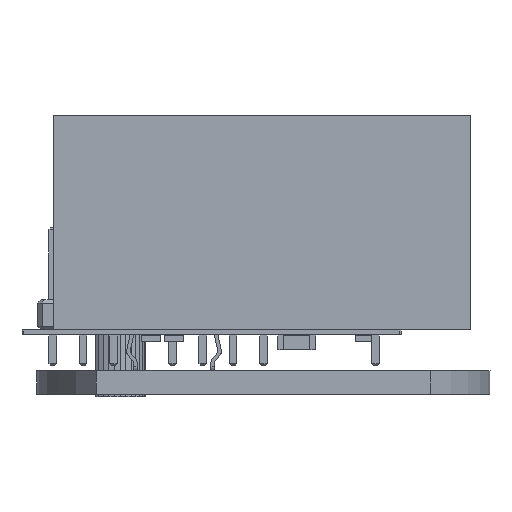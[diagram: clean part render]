
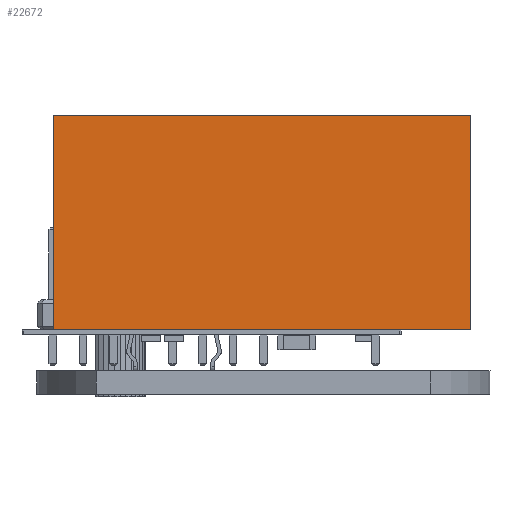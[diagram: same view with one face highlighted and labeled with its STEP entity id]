
A CAD part, left-side view. The second image highlights one B-rep face of the part: STEP entity #22672.
In plain terms, the highlighted planar face has unit normal (-1, 0, 0).
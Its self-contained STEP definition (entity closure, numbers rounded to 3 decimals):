
#22543 = EDGE_CURVE('',#22544,#22546,#22548,.T.);
#22544 = VERTEX_POINT('',#22545);
#22545 = CARTESIAN_POINT('',(-12.998,17.513,0.));
#22546 = VERTEX_POINT('',#22547);
#22547 = CARTESIAN_POINT('',(-12.998,17.513,18.));
#22548 = LINE('',#22549,#22550);
#22549 = CARTESIAN_POINT('',(-12.998,17.513,0.));
#22550 = VECTOR('',#22551,1.);
#22551 = DIRECTION('',(0.,0.,1.));
#22647 = VERTEX_POINT('',#22648);
#22648 = CARTESIAN_POINT('',(-12.998,-17.513,18.));
#22654 = EDGE_CURVE('',#22655,#22647,#22657,.T.);
#22655 = VERTEX_POINT('',#22656);
#22656 = CARTESIAN_POINT('',(-12.998,-17.513,0.));
#22657 = LINE('',#22658,#22659);
#22658 = CARTESIAN_POINT('',(-12.998,-17.513,0.));
#22659 = VECTOR('',#22660,1.);
#22660 = DIRECTION('',(0.,0.,1.));
#22672 = ADVANCED_FACE('',(#22673),#22689,.T.);
#22673 = FACE_BOUND('',#22674,.T.);
#22674 = EDGE_LOOP('',(#22675,#22676,#22682,#22683));
#22675 = ORIENTED_EDGE('',*,*,#22654,.T.);
#22676 = ORIENTED_EDGE('',*,*,#22677,.T.);
#22677 = EDGE_CURVE('',#22647,#22546,#22678,.T.);
#22678 = LINE('',#22679,#22680);
#22679 = CARTESIAN_POINT('',(-12.998,-17.513,18.));
#22680 = VECTOR('',#22681,1.);
#22681 = DIRECTION('',(0.,1.,0.));
#22682 = ORIENTED_EDGE('',*,*,#22543,.F.);
#22683 = ORIENTED_EDGE('',*,*,#22684,.F.);
#22684 = EDGE_CURVE('',#22655,#22544,#22685,.T.);
#22685 = LINE('',#22686,#22687);
#22686 = CARTESIAN_POINT('',(-12.998,-17.513,0.));
#22687 = VECTOR('',#22688,1.);
#22688 = DIRECTION('',(0.,1.,0.));
#22689 = PLANE('',#22690);
#22690 = AXIS2_PLACEMENT_3D('',#22691,#22692,#22693);
#22691 = CARTESIAN_POINT('',(-12.998,-17.513,0.));
#22692 = DIRECTION('',(-1.,0.,0.));
#22693 = DIRECTION('',(0.,1.,0.));
